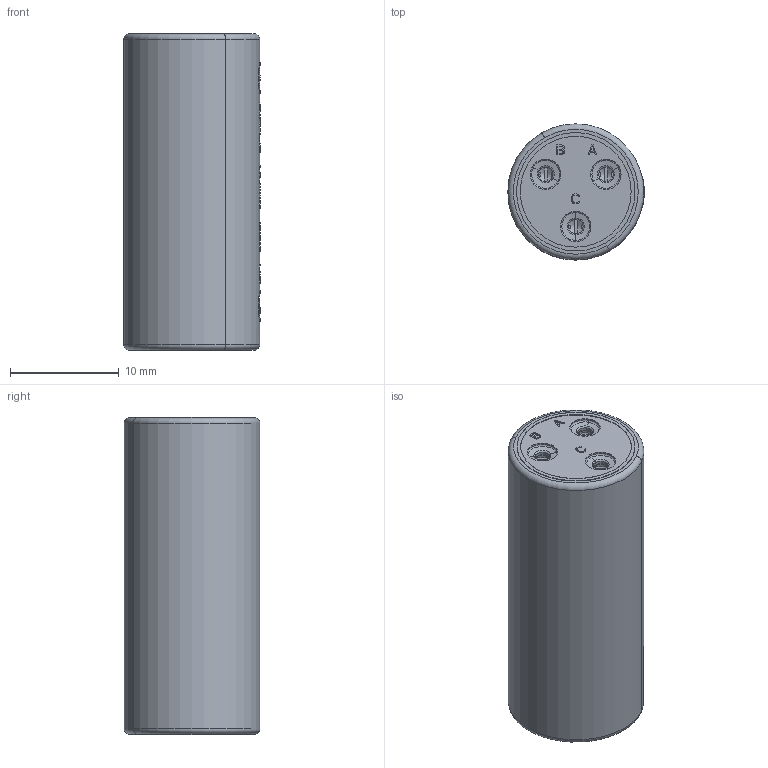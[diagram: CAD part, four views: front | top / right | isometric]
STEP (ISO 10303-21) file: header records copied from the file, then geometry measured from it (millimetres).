
FILE_DESCRIPTION((''),'2;1');
FILE_NAME('00111922302','2020-05-28T',('presta_be4'),(''),'CREO PARAMETRIC BY PTC INC, 2018360','CREO PARAMETRIC BY PTC INC, 2018360','');
FILE_SCHEMA(('CONFIG_CONTROL_DESIGN'));
Length unit declared in the file: millimetre
Products named in the file (1): 00111922302
Bounding box: 12.55 x 12.5 x 29.2 mm (x, y, z)
Volume: 3119 mm3; surface area: 3369 mm2
Topology: 1 solids, 1 shells, 1478 faces, 3979 edges, 2568 vertices
Faces by surface type: plane 959, cylinder 217, cone 144, torus 134, bspline 24
Entity records: 48382 total; most frequent: CARTESIAN_POINT 12240, ORIENTED_EDGE 7958, DIRECTION 7043, EDGE_CURVE 3979, AXIS2_PLACEMENT_3D 2588, VERTEX_POINT 2568, VECTOR 1867, LINE 1867
